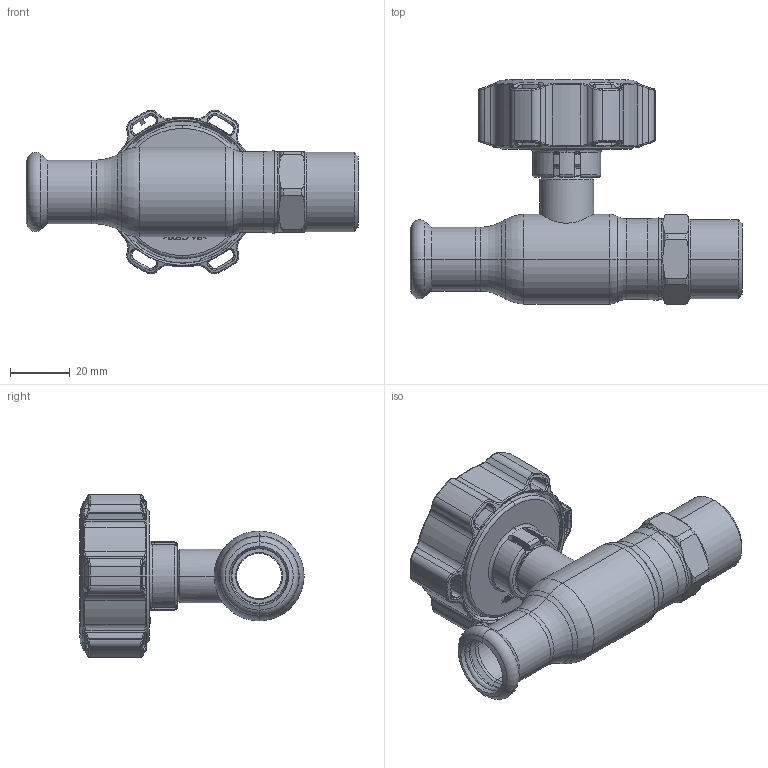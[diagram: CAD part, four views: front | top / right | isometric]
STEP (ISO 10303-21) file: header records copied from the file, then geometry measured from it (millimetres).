
FILE_DESCRIPTION (( 'STEP AP214' ), '1' );
FILE_NAME ('2015001210-0200.step', '2024-01-11T11:08:16', ( '' ), ( '' ), 'SwSTEP 2.0', 'SolidWorks 2021', '' );
FILE_SCHEMA (( 'AUTOMOTIVE_DESIGN' ));
Length unit declared in the file: millimetre
Products named in the file (1): 2015001210-0200
Bounding box: 110.8 x 74.8 x 54.57 mm (x, y, z)
Surface area: 28505.9 mm2 (no closed solid volume)
Topology: 0 solids, 9 shells, 573 faces, 1659 edges, 1064 vertices
Faces by surface type: bspline 184, cylinder 134, plane 102, torus 97, cone 56
Entity records: 35415 total; most frequent: CARTESIAN_POINT 15824, ORIENTED_EDGE 2973, DIRECTION 2318, EDGE_CURVE 1657, VERTEX_POINT 1064, AXIS2_PLACEMENT_3D 935, B_SPLINE_CURVE_WITH_KNOTS 631, EDGE_LOOP 606
